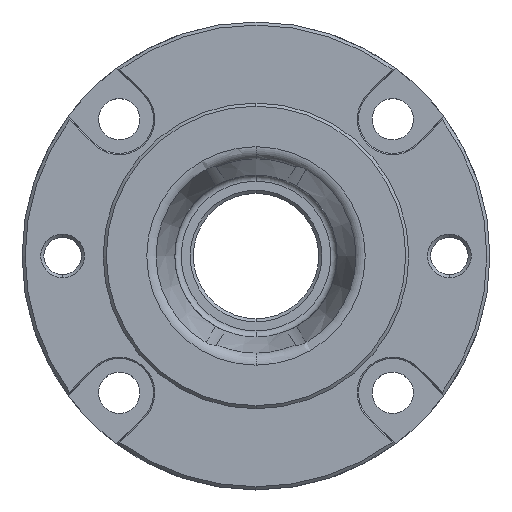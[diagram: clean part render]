
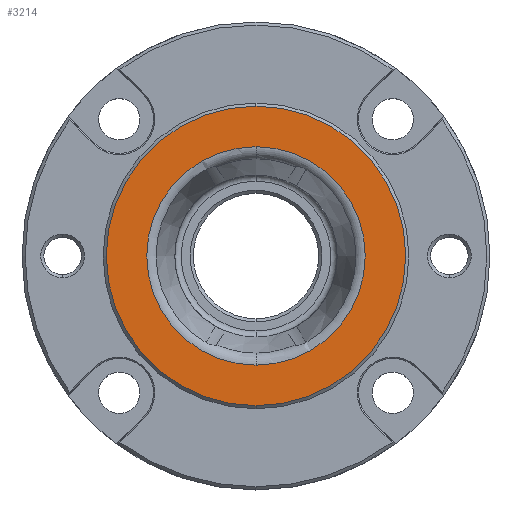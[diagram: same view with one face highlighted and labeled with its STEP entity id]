
A CAD part, top view. The second image highlights one B-rep face of the part: STEP entity #3214.
In plain terms, the highlighted planar face has unit normal (0, 0, 1).
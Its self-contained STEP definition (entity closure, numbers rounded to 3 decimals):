
#148 = CIRCLE ( 'NONE', #443, 24. ) ;
#227 = DIRECTION ( 'NONE',  ( 0., -1., 0. ) ) ;
#351 = FACE_OUTER_BOUND ( 'NONE', #2358, .T. ) ;
#443 = AXIS2_PLACEMENT_3D ( 'NONE', #1907, #3110, #2525 ) ;
#444 = AXIS2_PLACEMENT_3D ( 'NONE', #2598, #3456, #854 ) ;
#502 = CARTESIAN_POINT ( 'NONE',  ( 0., 0., 10. ) ) ;
#542 = VERTEX_POINT ( 'NONE', #931 ) ;
#692 = DIRECTION ( 'NONE',  ( 0., 0., -1. ) ) ;
#821 = CIRCLE ( 'NONE', #444, 17.507 ) ;
#854 = DIRECTION ( 'NONE',  ( 0., 1., 0. ) ) ;
#855 = EDGE_LOOP ( 'NONE', ( #3213, #2667 ) ) ;
#891 = AXIS2_PLACEMENT_3D ( 'NONE', #2412, #692, #1312 ) ;
#895 = PLANE ( 'NONE',  #1131 ) ;
#931 = CARTESIAN_POINT ( 'NONE',  ( 0., -24., 10. ) ) ;
#1131 = AXIS2_PLACEMENT_3D ( 'NONE', #2922, #1529, #3537 ) ;
#1312 = DIRECTION ( 'NONE',  ( 0., 1., 0. ) ) ;
#1326 = VERTEX_POINT ( 'NONE', #3048 ) ;
#1529 = DIRECTION ( 'NONE',  ( 0., 0., 1. ) ) ;
#1645 = CARTESIAN_POINT ( 'NONE',  ( 0., -17.507, 10. ) ) ;
#1789 = FACE_BOUND ( 'NONE', #855, .T. ) ;
#1907 = CARTESIAN_POINT ( 'NONE',  ( 0., 0., 10. ) ) ;
#1937 = EDGE_CURVE ( 'NONE', #1326, #542, #148, .T. ) ;
#2118 = EDGE_CURVE ( 'NONE', #2239, #3183, #821, .T. ) ;
#2129 = CARTESIAN_POINT ( 'NONE',  ( 0., 17.507, 10. ) ) ;
#2197 = ORIENTED_EDGE ( 'NONE', *, *, #1937, .F. ) ;
#2239 = VERTEX_POINT ( 'NONE', #2129 ) ;
#2358 = EDGE_LOOP ( 'NONE', ( #2543, #2197 ) ) ;
#2412 = CARTESIAN_POINT ( 'NONE',  ( 0., 0., 10. ) ) ;
#2525 = DIRECTION ( 'NONE',  ( 0., -1., 0. ) ) ;
#2543 = ORIENTED_EDGE ( 'NONE', *, *, #3585, .F. ) ;
#2598 = CARTESIAN_POINT ( 'NONE',  ( 0., 0., 10. ) ) ;
#2667 = ORIENTED_EDGE ( 'NONE', *, *, #3754, .T. ) ;
#2832 = DIRECTION ( 'NONE',  ( 0., 0., -1. ) ) ;
#2922 = CARTESIAN_POINT ( 'NONE',  ( -16., 0., 10. ) ) ;
#3048 = CARTESIAN_POINT ( 'NONE',  ( 0., 24., 10. ) ) ;
#3110 = DIRECTION ( 'NONE',  ( 0., 0., -1. ) ) ;
#3183 = VERTEX_POINT ( 'NONE', #1645 ) ;
#3201 = CIRCLE ( 'NONE', #891, 17.507 ) ;
#3213 = ORIENTED_EDGE ( 'NONE', *, *, #2118, .T. ) ;
#3214 = ADVANCED_FACE ( 'NONE', ( #1789, #351 ), #895, .T. ) ;
#3260 = CIRCLE ( 'NONE', #3568, 24. ) ;
#3456 = DIRECTION ( 'NONE',  ( 0., 0., -1. ) ) ;
#3537 = DIRECTION ( 'NONE',  ( 0., 1., 0. ) ) ;
#3568 = AXIS2_PLACEMENT_3D ( 'NONE', #502, #2832, #227 ) ;
#3585 = EDGE_CURVE ( 'NONE', #542, #1326, #3260, .T. ) ;
#3754 = EDGE_CURVE ( 'NONE', #3183, #2239, #3201, .T. ) ;
